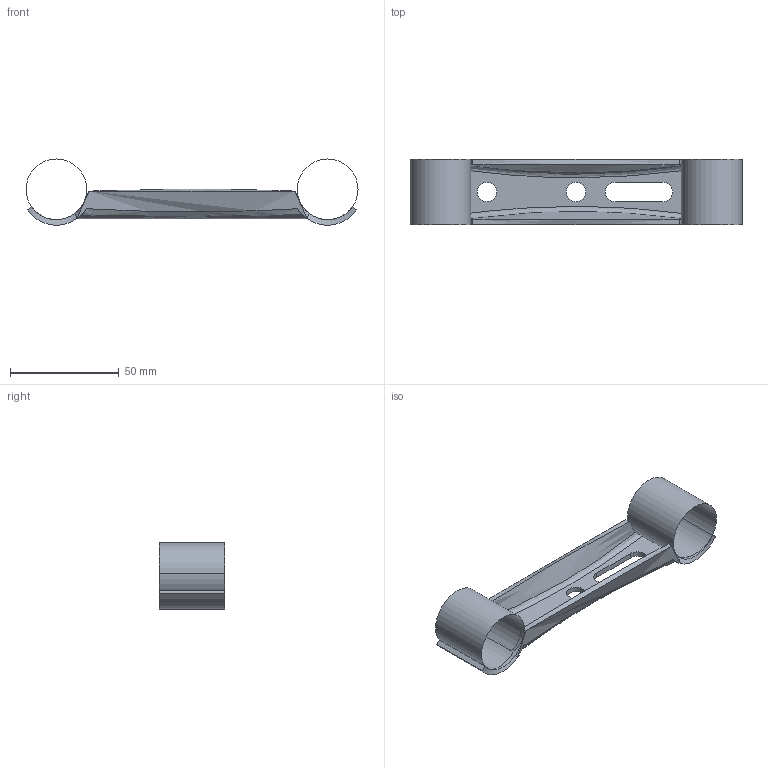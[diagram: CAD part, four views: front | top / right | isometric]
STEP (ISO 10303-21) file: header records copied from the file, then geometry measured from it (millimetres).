
FILE_DESCRIPTION((''),'2;1');
FILE_NAME('1001C','2021-06-01T08:16:36',('Administrator'),(''),'CREO PARAMETRIC BY PTC INC, 2019224','CREO PARAMETRIC BY PTC INC, 2019224','');
FILE_SCHEMA(('CONFIG_CONTROL_DESIGN'));
Length unit declared in the file: millimetre
Products named in the file (1): 1001C
Bounding box: 153 x 30 x 30.44 mm (x, y, z)
Volume: 14025 mm3; surface area: 17841 mm2
Topology: 1 solids, 3 shells, 38 faces, 104 edges, 68 vertices
Faces by surface type: bspline 18, cylinder 14, plane 6
Entity records: 2283 total; most frequent: CARTESIAN_POINT 1376, ORIENTED_EDGE 200, DIRECTION 132, EDGE_CURVE 104, VERTEX_POINT 68, AXIS2_PLACEMENT_3D 45, EDGE_LOOP 44, VECTOR 42
